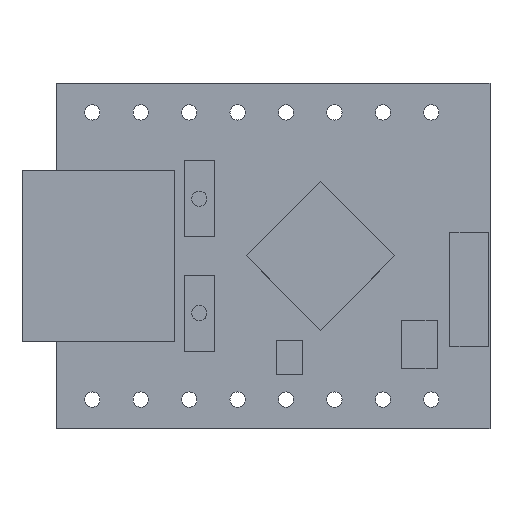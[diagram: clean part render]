
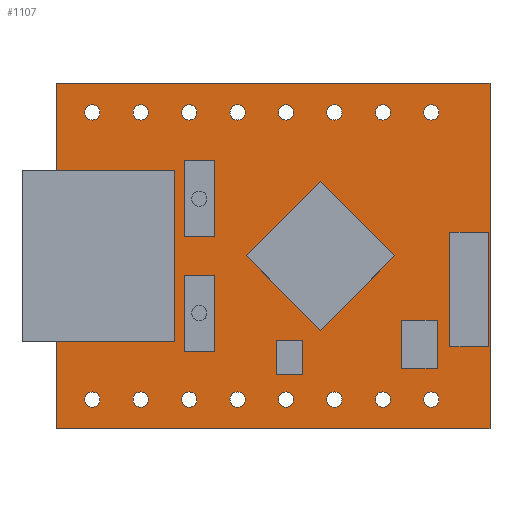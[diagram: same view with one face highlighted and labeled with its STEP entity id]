
A CAD part, top view. The second image highlights one B-rep face of the part: STEP entity #1107.
In plain terms, the highlighted planar face has unit normal (0, 0, 1).
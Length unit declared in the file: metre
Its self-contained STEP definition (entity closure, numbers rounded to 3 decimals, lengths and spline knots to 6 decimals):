
#48=LINE('',#1788,#144);
#52=LINE('',#1796,#148);
#55=LINE('',#1802,#151);
#57=LINE('',#1880,#153);
#144=VECTOR('',#1460,1.);
#148=VECTOR('',#1466,1.);
#151=VECTOR('',#1471,1.);
#153=VECTOR('',#1565,1.);
#248=PLANE('',#1328);
#400=ORIENTED_EDGE('',*,*,#580,.F.);
#401=ORIENTED_EDGE('',*,*,#584,.T.);
#402=ORIENTED_EDGE('',*,*,#587,.T.);
#403=ORIENTED_EDGE('',*,*,#619,.F.);
#404=ORIENTED_EDGE('',*,*,#616,.F.);
#405=ORIENTED_EDGE('',*,*,#614,.F.);
#406=ORIENTED_EDGE('',*,*,#612,.F.);
#407=ORIENTED_EDGE('',*,*,#610,.F.);
#408=ORIENTED_EDGE('',*,*,#608,.F.);
#409=ORIENTED_EDGE('',*,*,#606,.F.);
#410=ORIENTED_EDGE('',*,*,#604,.F.);
#411=ORIENTED_EDGE('',*,*,#602,.F.);
#412=ORIENTED_EDGE('',*,*,#600,.F.);
#413=ORIENTED_EDGE('',*,*,#598,.F.);
#414=ORIENTED_EDGE('',*,*,#596,.F.);
#415=ORIENTED_EDGE('',*,*,#594,.F.);
#416=ORIENTED_EDGE('',*,*,#592,.F.);
#417=ORIENTED_EDGE('',*,*,#590,.F.);
#418=ORIENTED_EDGE('',*,*,#588,.F.);
#419=ORIENTED_EDGE('',*,*,#620,.F.);
#580=EDGE_CURVE('',#700,#701,#48,.T.);
#584=EDGE_CURVE('',#700,#703,#52,.T.);
#587=EDGE_CURVE('',#703,#705,#55,.T.);
#588=EDGE_CURVE('',#706,#706,#774,.T.);
#590=EDGE_CURVE('',#708,#708,#776,.T.);
#592=EDGE_CURVE('',#710,#710,#778,.T.);
#594=EDGE_CURVE('',#712,#712,#780,.T.);
#596=EDGE_CURVE('',#714,#714,#782,.T.);
#598=EDGE_CURVE('',#716,#716,#784,.T.);
#600=EDGE_CURVE('',#718,#718,#786,.T.);
#602=EDGE_CURVE('',#720,#720,#788,.T.);
#604=EDGE_CURVE('',#722,#722,#790,.T.);
#606=EDGE_CURVE('',#724,#724,#792,.T.);
#608=EDGE_CURVE('',#726,#726,#794,.T.);
#610=EDGE_CURVE('',#728,#728,#796,.T.);
#612=EDGE_CURVE('',#730,#730,#798,.T.);
#614=EDGE_CURVE('',#732,#732,#800,.T.);
#616=EDGE_CURVE('',#734,#734,#802,.T.);
#619=EDGE_CURVE('',#701,#705,#57,.T.);
#620=EDGE_CURVE('',#736,#736,#804,.T.);
#700=VERTEX_POINT('',#1787);
#701=VERTEX_POINT('',#1789);
#703=VERTEX_POINT('',#1795);
#705=VERTEX_POINT('',#1801);
#706=VERTEX_POINT('',#1805);
#708=VERTEX_POINT('',#1810);
#710=VERTEX_POINT('',#1815);
#712=VERTEX_POINT('',#1820);
#714=VERTEX_POINT('',#1825);
#716=VERTEX_POINT('',#1830);
#718=VERTEX_POINT('',#1835);
#720=VERTEX_POINT('',#1840);
#722=VERTEX_POINT('',#1845);
#724=VERTEX_POINT('',#1850);
#726=VERTEX_POINT('',#1855);
#728=VERTEX_POINT('',#1860);
#730=VERTEX_POINT('',#1865);
#732=VERTEX_POINT('',#1870);
#734=VERTEX_POINT('',#1875);
#736=VERTEX_POINT('',#1883);
#774=CIRCLE('',#1280,0.0004);
#776=CIRCLE('',#1283,0.0004);
#778=CIRCLE('',#1286,0.0004);
#780=CIRCLE('',#1289,0.0004);
#782=CIRCLE('',#1292,0.0004);
#784=CIRCLE('',#1295,0.0004);
#786=CIRCLE('',#1298,0.0004);
#788=CIRCLE('',#1301,0.0004);
#790=CIRCLE('',#1304,0.0004);
#792=CIRCLE('',#1307,0.0004);
#794=CIRCLE('',#1310,0.0004);
#796=CIRCLE('',#1313,0.0004);
#798=CIRCLE('',#1316,0.0004);
#800=CIRCLE('',#1319,0.0004);
#802=CIRCLE('',#1322,0.0004);
#804=CIRCLE('',#1326,0.0004);
#866=EDGE_LOOP('',(#400,#401,#402,#403));
#867=EDGE_LOOP('',(#404));
#868=EDGE_LOOP('',(#405));
#869=EDGE_LOOP('',(#406));
#870=EDGE_LOOP('',(#407));
#871=EDGE_LOOP('',(#408));
#872=EDGE_LOOP('',(#409));
#873=EDGE_LOOP('',(#410));
#874=EDGE_LOOP('',(#411));
#875=EDGE_LOOP('',(#412));
#876=EDGE_LOOP('',(#413));
#877=EDGE_LOOP('',(#414));
#878=EDGE_LOOP('',(#415));
#879=EDGE_LOOP('',(#416));
#880=EDGE_LOOP('',(#417));
#881=EDGE_LOOP('',(#418));
#882=EDGE_LOOP('',(#419));
#986=FACE_BOUND('',#866,.T.);
#987=FACE_BOUND('',#867,.T.);
#988=FACE_BOUND('',#868,.T.);
#989=FACE_BOUND('',#869,.T.);
#990=FACE_BOUND('',#870,.T.);
#991=FACE_BOUND('',#871,.T.);
#992=FACE_BOUND('',#872,.T.);
#993=FACE_BOUND('',#873,.T.);
#994=FACE_BOUND('',#874,.T.);
#995=FACE_BOUND('',#875,.T.);
#996=FACE_BOUND('',#876,.T.);
#997=FACE_BOUND('',#877,.T.);
#998=FACE_BOUND('',#878,.T.);
#999=FACE_BOUND('',#879,.T.);
#1000=FACE_BOUND('',#880,.T.);
#1001=FACE_BOUND('',#881,.T.);
#1002=FACE_BOUND('',#882,.T.);
#1107=ADVANCED_FACE('',(#986,#987,#988,#989,#990,#991,#992,#993,#994,#995,
#996,#997,#998,#999,#1000,#1001,#1002),#248,.T.);
#1280=AXIS2_PLACEMENT_3D('',#1804,#1474,#1475);
#1283=AXIS2_PLACEMENT_3D('',#1809,#1480,#1481);
#1286=AXIS2_PLACEMENT_3D('',#1814,#1486,#1487);
#1289=AXIS2_PLACEMENT_3D('',#1819,#1492,#1493);
#1292=AXIS2_PLACEMENT_3D('',#1824,#1498,#1499);
#1295=AXIS2_PLACEMENT_3D('',#1829,#1504,#1505);
#1298=AXIS2_PLACEMENT_3D('',#1834,#1510,#1511);
#1301=AXIS2_PLACEMENT_3D('',#1839,#1516,#1517);
#1304=AXIS2_PLACEMENT_3D('',#1844,#1522,#1523);
#1307=AXIS2_PLACEMENT_3D('',#1849,#1528,#1529);
#1310=AXIS2_PLACEMENT_3D('',#1854,#1534,#1535);
#1313=AXIS2_PLACEMENT_3D('',#1859,#1540,#1541);
#1316=AXIS2_PLACEMENT_3D('',#1864,#1546,#1547);
#1319=AXIS2_PLACEMENT_3D('',#1869,#1552,#1553);
#1322=AXIS2_PLACEMENT_3D('',#1874,#1558,#1559);
#1326=AXIS2_PLACEMENT_3D('',#1882,#1568,#1569);
#1328=AXIS2_PLACEMENT_3D('',#1886,#1572,#1573);
#1460=DIRECTION('',(0.,1.,0.));
#1466=DIRECTION('',(1.,0.,0.));
#1471=DIRECTION('',(0.,1.,0.));
#1474=DIRECTION('',(0.,0.,1.));
#1475=DIRECTION('',(1.,0.,0.));
#1480=DIRECTION('',(0.,0.,1.));
#1481=DIRECTION('',(1.,0.,0.));
#1486=DIRECTION('',(0.,0.,1.));
#1487=DIRECTION('',(1.,0.,0.));
#1492=DIRECTION('',(0.,0.,1.));
#1493=DIRECTION('',(1.,0.,0.));
#1498=DIRECTION('',(0.,0.,1.));
#1499=DIRECTION('',(1.,0.,0.));
#1504=DIRECTION('',(0.,0.,1.));
#1505=DIRECTION('',(1.,0.,0.));
#1510=DIRECTION('',(0.,0.,1.));
#1511=DIRECTION('',(1.,0.,0.));
#1516=DIRECTION('',(0.,0.,1.));
#1517=DIRECTION('',(1.,0.,0.));
#1522=DIRECTION('',(0.,0.,1.));
#1523=DIRECTION('',(1.,0.,0.));
#1528=DIRECTION('',(0.,0.,1.));
#1529=DIRECTION('',(1.,0.,0.));
#1534=DIRECTION('',(0.,0.,1.));
#1535=DIRECTION('',(1.,0.,0.));
#1540=DIRECTION('',(0.,0.,1.));
#1541=DIRECTION('',(1.,0.,0.));
#1546=DIRECTION('',(0.,0.,1.));
#1547=DIRECTION('',(1.,0.,0.));
#1552=DIRECTION('',(0.,0.,1.));
#1553=DIRECTION('',(1.,0.,0.));
#1558=DIRECTION('',(0.,0.,1.));
#1559=DIRECTION('',(1.,0.,0.));
#1565=DIRECTION('',(1.,0.,0.));
#1568=DIRECTION('',(0.,0.,1.));
#1569=DIRECTION('',(1.,0.,0.));
#1572=DIRECTION('',(0.,0.,1.));
#1573=DIRECTION('',(1.,0.,0.));
#1787=CARTESIAN_POINT('',(0.,0.,0.0016));
#1788=CARTESIAN_POINT('',(0.,0.00905,0.0016));
#1789=CARTESIAN_POINT('',(0.,0.0181,0.0016));
#1795=CARTESIAN_POINT('',(0.02275,0.,0.0016));
#1796=CARTESIAN_POINT('',(0.011375,0.,0.0016));
#1801=CARTESIAN_POINT('',(0.02275,0.0181,0.0016));
#1802=CARTESIAN_POINT('',(0.02275,0.00905,0.0016));
#1804=CARTESIAN_POINT('',(0.01967,0.01658,0.0016));
#1805=CARTESIAN_POINT('',(0.02007,0.01658,0.0016));
#1809=CARTESIAN_POINT('',(0.01713,0.00152,0.0016));
#1810=CARTESIAN_POINT('',(0.01753,0.00152,0.0016));
#1814=CARTESIAN_POINT('',(0.01713,0.01658,0.0016));
#1815=CARTESIAN_POINT('',(0.01753,0.01658,0.0016));
#1819=CARTESIAN_POINT('',(0.01459,0.00152,0.0016));
#1820=CARTESIAN_POINT('',(0.01499,0.00152,0.0016));
#1824=CARTESIAN_POINT('',(0.01459,0.01658,0.0016));
#1825=CARTESIAN_POINT('',(0.01499,0.01658,0.0016));
#1829=CARTESIAN_POINT('',(0.01205,0.00152,0.0016));
#1830=CARTESIAN_POINT('',(0.01245,0.00152,0.0016));
#1834=CARTESIAN_POINT('',(0.01205,0.01658,0.0016));
#1835=CARTESIAN_POINT('',(0.01245,0.01658,0.0016));
#1839=CARTESIAN_POINT('',(0.00951,0.00152,0.0016));
#1840=CARTESIAN_POINT('',(0.00991,0.00152,0.0016));
#1844=CARTESIAN_POINT('',(0.00951,0.01658,0.0016));
#1845=CARTESIAN_POINT('',(0.00991,0.01658,0.0016));
#1849=CARTESIAN_POINT('',(0.00697,0.00152,0.0016));
#1850=CARTESIAN_POINT('',(0.00737,0.00152,0.0016));
#1854=CARTESIAN_POINT('',(0.00697,0.01658,0.0016));
#1855=CARTESIAN_POINT('',(0.00737,0.01658,0.0016));
#1859=CARTESIAN_POINT('',(0.00443,0.00152,0.0016));
#1860=CARTESIAN_POINT('',(0.00483,0.00152,0.0016));
#1864=CARTESIAN_POINT('',(0.00443,0.01658,0.0016));
#1865=CARTESIAN_POINT('',(0.00483,0.01658,0.0016));
#1869=CARTESIAN_POINT('',(0.00189,0.01658,0.0016));
#1870=CARTESIAN_POINT('',(0.00229,0.01658,0.0016));
#1874=CARTESIAN_POINT('',(0.00189,0.00152,0.0016));
#1875=CARTESIAN_POINT('',(0.00229,0.00152,0.0016));
#1880=CARTESIAN_POINT('',(0.011375,0.0181,0.0016));
#1882=CARTESIAN_POINT('',(0.01967,0.00152,0.0016));
#1883=CARTESIAN_POINT('',(0.02007,0.00152,0.0016));
#1886=CARTESIAN_POINT('',(0.011375,0.00905,0.0016));
